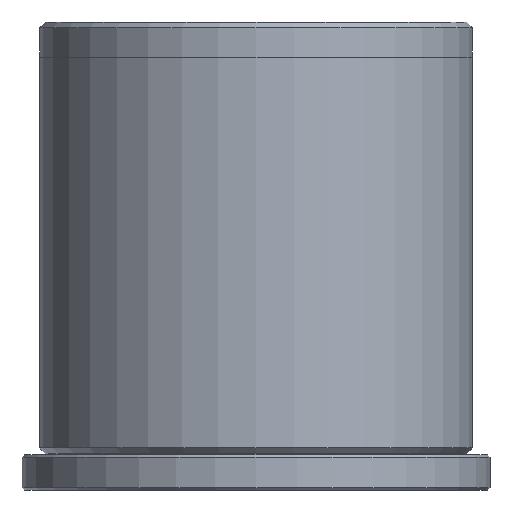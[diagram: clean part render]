
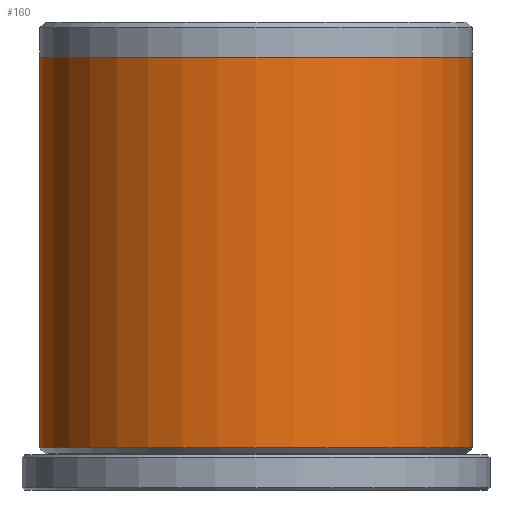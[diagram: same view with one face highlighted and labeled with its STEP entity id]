
A CAD part, front view. The second image highlights one B-rep face of the part: STEP entity #160.
In plain terms, the highlighted cylindrical face has radius 18.5 mm (diameter 37 mm), a partial arc.
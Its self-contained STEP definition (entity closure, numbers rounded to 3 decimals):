
#47 = EDGE_CURVE ( 'NONE', #356, #164, #407, .T. ) ;
#73 = ORIENTED_EDGE ( 'NONE', *, *, #402, .T. ) ;
#160 = ADVANCED_FACE ( 'NONE', ( #1155 ), #1111, .T. ) ;
#164 = VERTEX_POINT ( 'NONE', #1125 ) ;
#263 = VECTOR ( 'NONE', #406, 1000. ) ;
#267 = CARTESIAN_POINT ( 'NONE',  ( -18.5, 0., 37. ) ) ;
#356 = VERTEX_POINT ( 'NONE', #1501 ) ;
#365 = VECTOR ( 'NONE', #743, 1000. ) ;
#400 = DIRECTION ( 'NONE',  ( 0., 0., -1. ) ) ;
#402 = EDGE_CURVE ( 'NONE', #874, #783, #922, .T. ) ;
#406 = DIRECTION ( 'NONE',  ( 0., 0., -1. ) ) ;
#407 = LINE ( 'NONE', #749, #365 ) ;
#430 = ORIENTED_EDGE ( 'NONE', *, *, #1144, .F. ) ;
#470 = CIRCLE ( 'NONE', #709, 18.5 ) ;
#486 = AXIS2_PLACEMENT_3D ( 'NONE', #637, #1503, #754 ) ;
#520 = CARTESIAN_POINT ( 'NONE',  ( -18.5, 0., 40. ) ) ;
#556 = AXIS2_PLACEMENT_3D ( 'NONE', #1625, #1133, #1373 ) ;
#637 = CARTESIAN_POINT ( 'NONE',  ( 0., 0., 37. ) ) ;
#688 = CIRCLE ( 'NONE', #486, 18.5 ) ;
#709 = AXIS2_PLACEMENT_3D ( 'NONE', #1134, #400, #1258 ) ;
#743 = DIRECTION ( 'NONE',  ( 0., 0., -1. ) ) ;
#749 = CARTESIAN_POINT ( 'NONE',  ( 18.5, 0., 40. ) ) ;
#754 = DIRECTION ( 'NONE',  ( 1., 0., 0. ) ) ;
#783 = VERTEX_POINT ( 'NONE', #1100 ) ;
#863 = EDGE_LOOP ( 'NONE', ( #1038, #1359, #73, #430 ) ) ;
#874 = VERTEX_POINT ( 'NONE', #267 ) ;
#883 = EDGE_CURVE ( 'NONE', #874, #356, #688, .T. ) ;
#922 = LINE ( 'NONE', #520, #263 ) ;
#1038 = ORIENTED_EDGE ( 'NONE', *, *, #47, .F. ) ;
#1100 = CARTESIAN_POINT ( 'NONE',  ( -18.5, 0., 3.6 ) ) ;
#1111 = CYLINDRICAL_SURFACE ( 'NONE', #556, 18.5 ) ;
#1125 = CARTESIAN_POINT ( 'NONE',  ( 18.5, 0., 3.6 ) ) ;
#1133 = DIRECTION ( 'NONE',  ( 0., 0., -1. ) ) ;
#1134 = CARTESIAN_POINT ( 'NONE',  ( 0., 0., 3.6 ) ) ;
#1144 = EDGE_CURVE ( 'NONE', #164, #783, #470, .T. ) ;
#1155 = FACE_OUTER_BOUND ( 'NONE', #863, .T. ) ;
#1258 = DIRECTION ( 'NONE',  ( -1., 0., 0. ) ) ;
#1359 = ORIENTED_EDGE ( 'NONE', *, *, #883, .F. ) ;
#1373 = DIRECTION ( 'NONE',  ( -1., 0., 0. ) ) ;
#1501 = CARTESIAN_POINT ( 'NONE',  ( 18.5, 0., 37. ) ) ;
#1503 = DIRECTION ( 'NONE',  ( 0., 0., 1. ) ) ;
#1625 = CARTESIAN_POINT ( 'NONE',  ( 0., 0., 40. ) ) ;
